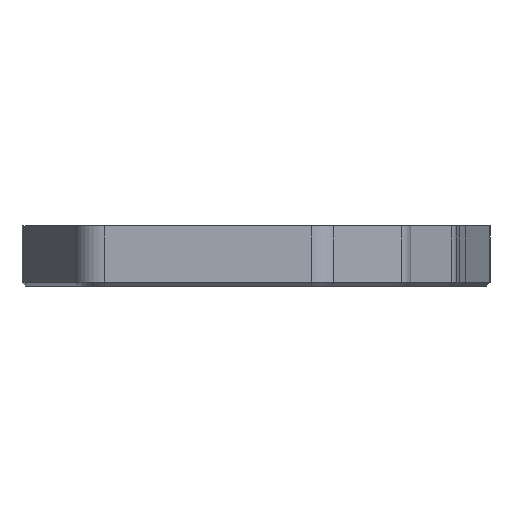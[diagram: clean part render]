
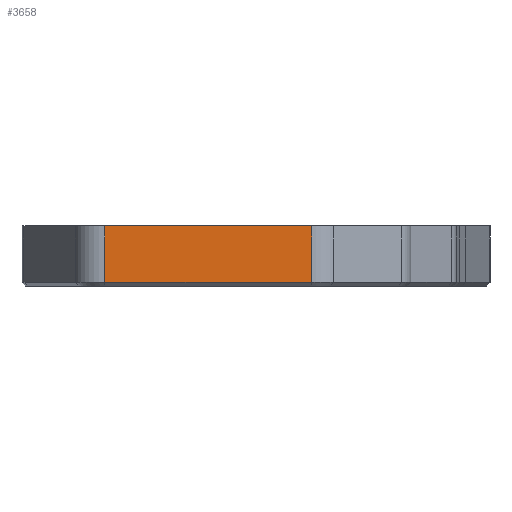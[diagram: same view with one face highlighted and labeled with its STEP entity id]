
A CAD part, left-side view. The second image highlights one B-rep face of the part: STEP entity #3658.
In plain terms, the highlighted planar face has unit normal (-1, 0, 0).
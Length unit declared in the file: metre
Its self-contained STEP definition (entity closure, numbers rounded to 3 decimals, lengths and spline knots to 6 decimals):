
#907=ORIENTED_EDGE('',*,*,#1792,.F.);
#908=ORIENTED_EDGE('',*,*,#1791,.T.);
#909=ORIENTED_EDGE('',*,*,#1793,.F.);
#910=ORIENTED_EDGE('',*,*,#1794,.F.);
#1791=EDGE_CURVE('',#2216,#2217,#2543,.T.);
#1792=EDGE_CURVE('',#2216,#2218,#2544,.T.);
#1793=EDGE_CURVE('',#2219,#2217,#2545,.T.);
#1794=EDGE_CURVE('',#2218,#2219,#2546,.T.);
#2216=VERTEX_POINT('',#6064);
#2217=VERTEX_POINT('',#6066);
#2218=VERTEX_POINT('',#6070);
#2219=VERTEX_POINT('',#6072);
#2543=LINE('',#6067,#2898);
#2544=LINE('',#6069,#2899);
#2545=LINE('',#6071,#2900);
#2546=LINE('',#6073,#2901);
#2898=VECTOR('',#4932,1.);
#2899=VECTOR('',#4935,1.);
#2900=VECTOR('',#4936,1.);
#2901=VECTOR('',#4937,1.);
#3130=EDGE_LOOP('',(#907,#908,#909,#910));
#3363=FACE_BOUND('',#3130,.T.);
#3495=PLANE('',#4013);
#3658=ADVANCED_FACE('',(#3363),#3495,.T.);
#4013=AXIS2_PLACEMENT_3D('',#6068,#4933,#4934);
#4932=DIRECTION('',(0.,0.,1.));
#4933=DIRECTION('',(-1.,0.,0.));
#4934=DIRECTION('',(0.,-1.,0.));
#4935=DIRECTION('',(0.,1.,0.));
#4936=DIRECTION('',(0.,-1.,0.));
#4937=DIRECTION('',(0.,0.,1.));
#6064=CARTESIAN_POINT('',(-0.016925,0.009938,0.001));
#6066=CARTESIAN_POINT('',(-0.016925,0.009938,0.0163));
#6067=CARTESIAN_POINT('',(-0.016925,0.009938,0.));
#6068=CARTESIAN_POINT('',(-0.016925,0.03796,0.00715));
#6069=CARTESIAN_POINT('',(-0.016925,0.045485,0.001));
#6070=CARTESIAN_POINT('',(-0.016925,0.065982,0.001));
#6071=CARTESIAN_POINT('',(-0.016925,0.024988,0.0163));
#6072=CARTESIAN_POINT('',(-0.016925,0.065982,0.0163));
#6073=CARTESIAN_POINT('',(-0.016925,0.065982,0.));
